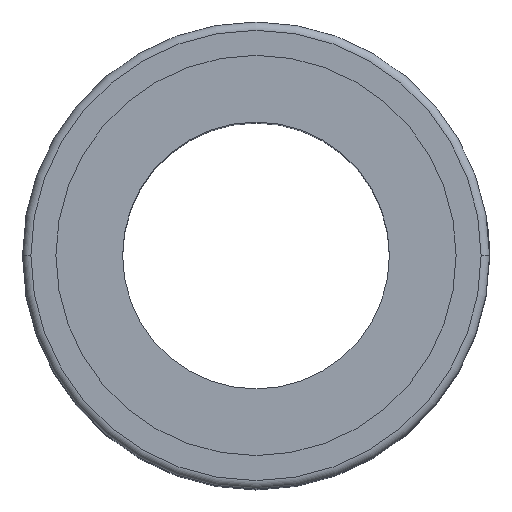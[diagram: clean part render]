
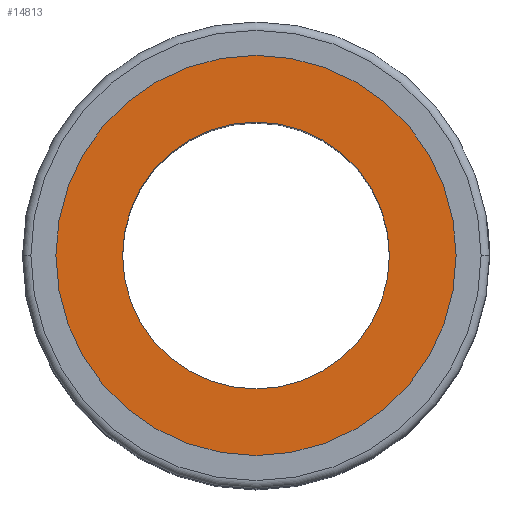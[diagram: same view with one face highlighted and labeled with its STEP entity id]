
A CAD part, top view. The second image highlights one B-rep face of the part: STEP entity #14813.
In plain terms, the highlighted planar face has unit normal (0, 0, 1).
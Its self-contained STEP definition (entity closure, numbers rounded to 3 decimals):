
#670 = VERTEX_POINT ( 'NONE', #12330 ) ;
#853 = CIRCLE ( 'NONE', #4716, 12. ) ;
#1136 = DIRECTION ( 'NONE',  ( 1., 0., 0. ) ) ;
#1258 = DIRECTION ( 'NONE',  ( 0., 0., 1. ) ) ;
#1566 = VERTEX_POINT ( 'NONE', #5277 ) ;
#1606 = DIRECTION ( 'NONE',  ( 0., 0., 1. ) ) ;
#1729 = DIRECTION ( 'NONE',  ( 0., 0., 1. ) ) ;
#1842 = DIRECTION ( 'NONE',  ( 0., 0., 1. ) ) ;
#2785 = CIRCLE ( 'NONE', #8567, 8. ) ;
#2973 = CARTESIAN_POINT ( 'NONE',  ( 12., 0., 17.8 ) ) ;
#3605 = CARTESIAN_POINT ( 'NONE',  ( 0., 0., 17.8 ) ) ;
#3679 = FACE_OUTER_BOUND ( 'NONE', #12230, .T. ) ;
#3927 = AXIS2_PLACEMENT_3D ( 'NONE', #6740, #1842, #11344 ) ;
#4323 = AXIS2_PLACEMENT_3D ( 'NONE', #12148, #1729, #5206 ) ;
#4395 = CARTESIAN_POINT ( 'NONE',  ( 0., 0., 17.8 ) ) ;
#4506 = EDGE_CURVE ( 'NONE', #670, #1566, #2785, .T. ) ;
#4509 = ORIENTED_EDGE ( 'NONE', *, *, #8795, .F. ) ;
#4697 = EDGE_CURVE ( 'NONE', #5333, #8561, #853, .T. ) ;
#4716 = AXIS2_PLACEMENT_3D ( 'NONE', #4395, #7934, #1136 ) ;
#4928 = CARTESIAN_POINT ( 'NONE',  ( 0., 0., 17.8 ) ) ;
#5206 = DIRECTION ( 'NONE',  ( 1., 0., 0. ) ) ;
#5277 = CARTESIAN_POINT ( 'NONE',  ( 8., 0., 17.8 ) ) ;
#5333 = VERTEX_POINT ( 'NONE', #9305 ) ;
#5385 = ORIENTED_EDGE ( 'NONE', *, *, #4697, .T. ) ;
#5532 = CIRCLE ( 'NONE', #4323, 8. ) ;
#5943 = DIRECTION ( 'NONE',  ( 1., 0., 0. ) ) ;
#6188 = EDGE_LOOP ( 'NONE', ( #6839, #4509 ) ) ;
#6394 = ORIENTED_EDGE ( 'NONE', *, *, #6514, .T. ) ;
#6514 = EDGE_CURVE ( 'NONE', #8561, #5333, #6585, .T. ) ;
#6585 = CIRCLE ( 'NONE', #3927, 12. ) ;
#6740 = CARTESIAN_POINT ( 'NONE',  ( 0., 0., 17.8 ) ) ;
#6839 = ORIENTED_EDGE ( 'NONE', *, *, #4506, .F. ) ;
#7934 = DIRECTION ( 'NONE',  ( 0., 0., 1. ) ) ;
#8318 = DIRECTION ( 'NONE',  ( 1., 0., 0. ) ) ;
#8561 = VERTEX_POINT ( 'NONE', #2973 ) ;
#8567 = AXIS2_PLACEMENT_3D ( 'NONE', #4928, #1606, #8318 ) ;
#8795 = EDGE_CURVE ( 'NONE', #1566, #670, #5532, .T. ) ;
#9305 = CARTESIAN_POINT ( 'NONE',  ( -12., 0., 17.8 ) ) ;
#11344 = DIRECTION ( 'NONE',  ( 1., 0., 0. ) ) ;
#12148 = CARTESIAN_POINT ( 'NONE',  ( 0., 0., 17.8 ) ) ;
#12230 = EDGE_LOOP ( 'NONE', ( #6394, #5385 ) ) ;
#12330 = CARTESIAN_POINT ( 'NONE',  ( -8., 0., 17.8 ) ) ;
#12594 = PLANE ( 'NONE',  #13335 ) ;
#12739 = FACE_BOUND ( 'NONE', #6188, .T. ) ;
#13335 = AXIS2_PLACEMENT_3D ( 'NONE', #3605, #1258, #5943 ) ;
#14813 = ADVANCED_FACE ( 'NONE', ( #12739, #3679 ), #12594, .T. ) ;
